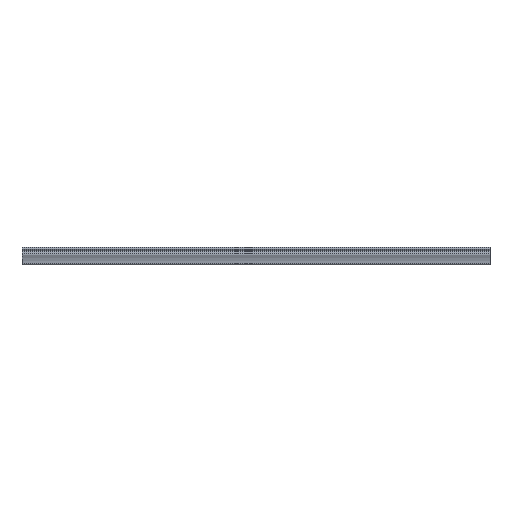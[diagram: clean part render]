
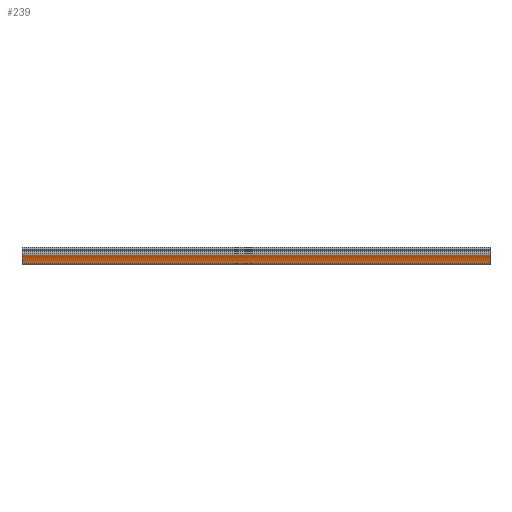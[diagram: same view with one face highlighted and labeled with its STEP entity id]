
A CAD part, front view. The second image highlights one B-rep face of the part: STEP entity #239.
In plain terms, the highlighted cylindrical face has radius 45 mm (diameter 90 mm), a partial arc.
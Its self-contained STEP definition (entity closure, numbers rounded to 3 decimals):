
#239=ADVANCED_FACE('',(#478),#479,.F.);
#478=FACE_OUTER_BOUND('',#722,.T.);
#479=CYLINDRICAL_SURFACE('',#723,45.);
#722=EDGE_LOOP('',(#1305,#1306,#1307,#1308));
#723=AXIS2_PLACEMENT_3D('',#1309,#1310,#1311);
#1305=ORIENTED_EDGE('',*,*,#1779,.T.);
#1306=ORIENTED_EDGE('',*,*,#1780,.F.);
#1307=ORIENTED_EDGE('',*,*,#1781,.F.);
#1308=ORIENTED_EDGE('',*,*,#1776,.T.);
#1309=CARTESIAN_POINT('',(1000.0,-57.956,-15.529));
#1310=DIRECTION('',(-1.0,0.0,0.0));
#1311=DIRECTION('',(0.0,0.887,0.463));
#1776=EDGE_CURVE('',#2214,#2212,#2215,.T.);
#1779=EDGE_CURVE('',#2212,#2218,#2219,.T.);
#1780=EDGE_CURVE('',#2220,#2218,#2221,.T.);
#1781=EDGE_CURVE('',#2214,#2220,#2222,.T.);
#2212=VERTEX_POINT('',#2838);
#2214=VERTEX_POINT('',#2840);
#2215=LINE('',#2841,#2842);
#2218=VERTEX_POINT('',#2845);
#2219=CIRCLE('',#2846,45.);
#2220=VERTEX_POINT('',#2847);
#2221=LINE('',#2848,#2849);
#2222=CIRCLE('',#2850,45.);
#2838=CARTESIAN_POINT('',(0.0,-18.062,5.292));
#2840=CARTESIAN_POINT('',(1000.0,-18.062,5.292));
#2841=CARTESIAN_POINT('',(1000.0,-18.062,5.292));
#2842=VECTOR('',#3144,1.0);
#2845=CARTESIAN_POINT('',(0.0,-12.996,-13.614));
#2846=AXIS2_PLACEMENT_3D('',#3148,#3149,#3150);
#2847=CARTESIAN_POINT('',(1000.0,-12.996,-13.614));
#2848=CARTESIAN_POINT('',(1000.0,-12.996,-13.614));
#2849=VECTOR('',#3151,1.0);
#2850=AXIS2_PLACEMENT_3D('',#3152,#3153,#3154);
#3144=DIRECTION('',(-1.0,0.0,0.0));
#3148=CARTESIAN_POINT('',(0.0,-57.956,-15.529));
#3149=DIRECTION('',(-1.0,0.0,0.0));
#3150=DIRECTION('',(0.0,0.887,0.463));
#3151=DIRECTION('',(-1.0,0.0,0.0));
#3152=CARTESIAN_POINT('',(1000.0,-57.956,-15.529));
#3153=DIRECTION('',(-1.0,0.0,0.0));
#3154=DIRECTION('',(0.0,0.887,0.463));
